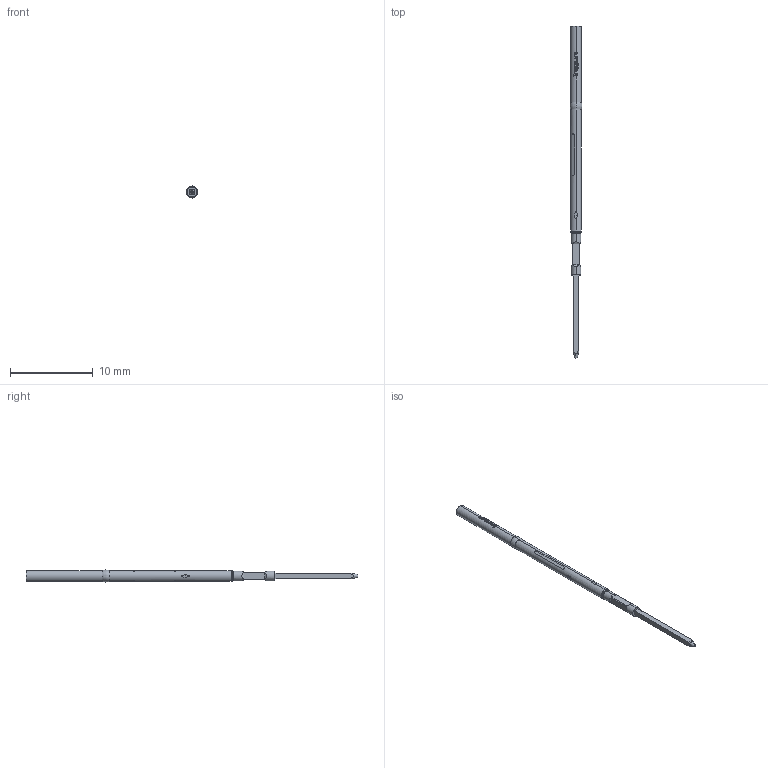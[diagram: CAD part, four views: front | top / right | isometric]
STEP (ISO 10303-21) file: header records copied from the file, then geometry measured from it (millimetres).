
FILE_DESCRIPTION (( 'STEP AP203' ), '1' );
FILE_NAME ('INGUN_KS-075_47_G10.STEP', '2022-02-09T05:10:46', ( 'ochi' ), ( '' ), 'SwSTEP 2.0', 'SolidWorks 2018', '' );
FILE_SCHEMA (( 'CONFIG_CONTROL_DESIGN' ));
Length unit declared in the file: millimetre
Products named in the file (1): INGUN_KS-075_47_G10
Bounding box: 1.44 x 40 x 1.45 mm (x, y, z)
Volume: 42.6 mm3; surface area: 148.1 mm2
Topology: 1 solids, 1 shells, 133 faces, 358 edges, 236 vertices
Faces by surface type: plane 62, cylinder 41, bspline 22, torus 6, cone 2
Entity records: 4727 total; most frequent: CARTESIAN_POINT 1522, ORIENTED_EDGE 716, DIRECTION 568, EDGE_CURVE 358, VERTEX_POINT 236, AXIS2_PLACEMENT_3D 218, EDGE_LOOP 142, FACE_OUTER_BOUND 133
